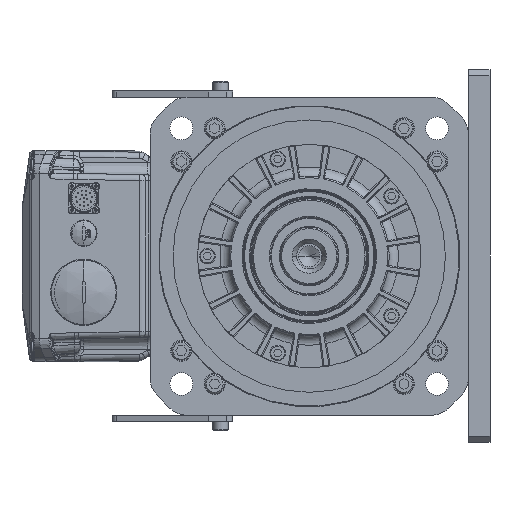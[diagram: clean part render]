
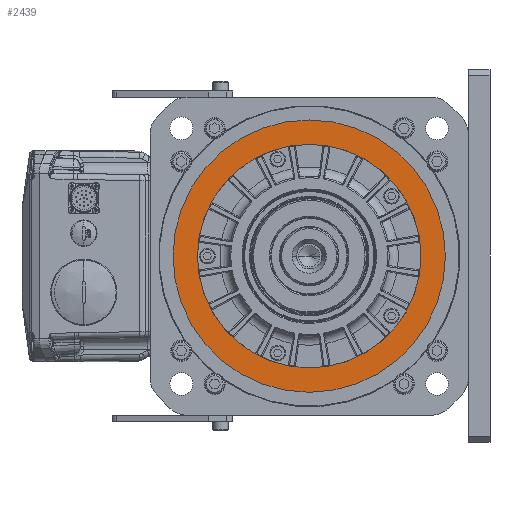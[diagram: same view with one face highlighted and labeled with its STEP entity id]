
A CAD part, left-side view. The second image highlights one B-rep face of the part: STEP entity #2439.
In plain terms, the highlighted planar face has unit normal (-1, 0, 0).
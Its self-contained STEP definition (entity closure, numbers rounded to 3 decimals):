
#912=CARTESIAN_POINT('',(112.02,0.,0.));
#913=DIRECTION('',(-1.,0.,0.));
#914=DIRECTION('',(0.,-1.,0.));
#915=AXIS2_PLACEMENT_3D('',#912,#913,#914);
#921=CARTESIAN_POINT('',(112.02,0.,0.));
#922=DIRECTION('',(1.,0.,0.));
#923=DIRECTION('',(0.,-1.,0.));
#924=AXIS2_PLACEMENT_3D('',#921,#922,#923);
#930=CARTESIAN_POINT('',(112.02,0.,0.));
#931=DIRECTION('',(-1.,0.,0.));
#932=DIRECTION('',(0.,-1.,0.));
#933=AXIS2_PLACEMENT_3D('',#930,#931,#932);
#935=CARTESIAN_POINT('',(112.02,0.,0.));
#936=DIRECTION('',(1.,0.,0.));
#937=DIRECTION('',(0.,-1.,0.));
#938=AXIS2_PLACEMENT_3D('',#935,#936,#937);
#2035=CARTESIAN_POINT('',(112.02,-92.75,0.));
#2037=VERTEX_POINT('',#2035);
#2039=CARTESIAN_POINT('',(112.02,92.75,0.));
#2041=VERTEX_POINT('',#2039);
#2042=CARTESIAN_POINT('',(112.02,-113.,0.));
#2043=CARTESIAN_POINT('',(112.02,113.,0.));
#2044=VERTEX_POINT('',#2042);
#2045=VERTEX_POINT('',#2043);
#2424=CARTESIAN_POINT('',(112.02,0.,0.));
#2425=DIRECTION('',(-1.,0.,0.));
#2426=DIRECTION('',(0.,-1.,0.));
#2427=AXIS2_PLACEMENT_3D('',#2424,#2425,#2426);
#2428=PLANE('',#2427);
#2429=ORIENTED_EDGE('',*,*,#2418,.T.);
#2430=ORIENTED_EDGE('',*,*,#2404,.F.);
#2431=EDGE_LOOP('',(#2429,#2430));
#2432=FACE_OUTER_BOUND('',#2431,.F.);
#2434=ORIENTED_EDGE('',*,*,#2433,.T.);
#2436=ORIENTED_EDGE('',*,*,#2435,.F.);
#2437=EDGE_LOOP('',(#2434,#2436));
#2438=FACE_BOUND('',#2437,.F.);
#2439=ADVANCED_FACE('',(#2432,#2438),#2428,.T.);
#916=CIRCLE('',#915,113.);
#925=CIRCLE('',#924,113.);
#934=CIRCLE('',#933,92.75);
#939=CIRCLE('',#938,92.75);
#2404=EDGE_CURVE('',#2044,#2045,#916,.T.);
#2418=EDGE_CURVE('',#2044,#2045,#925,.T.);
#2433=EDGE_CURVE('',#2037,#2041,#934,.T.);
#2435=EDGE_CURVE('',#2037,#2041,#939,.T.);
